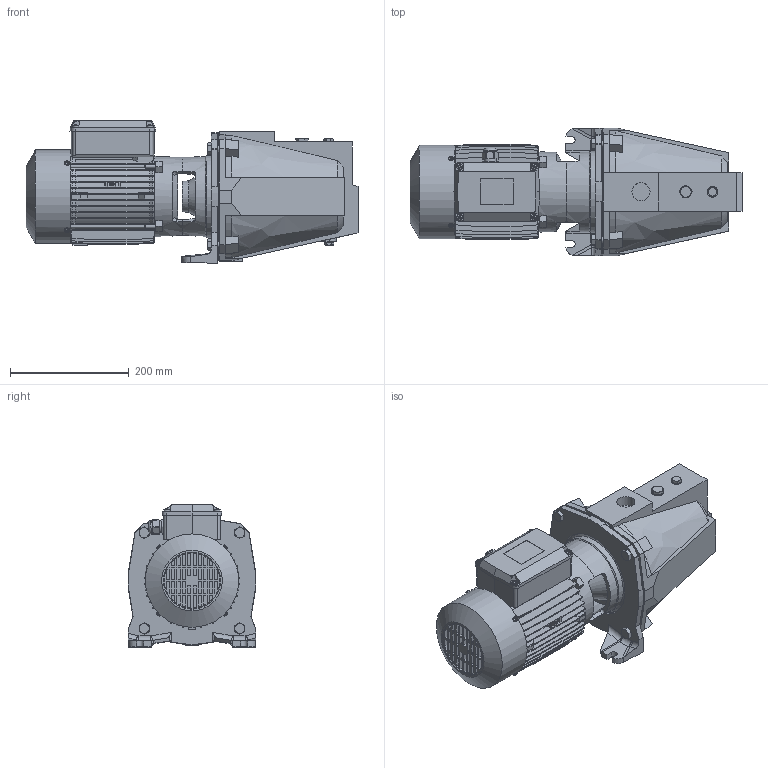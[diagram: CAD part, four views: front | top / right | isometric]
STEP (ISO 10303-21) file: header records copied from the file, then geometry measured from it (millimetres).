
FILE_DESCRIPTION(('STEP AP214'),'2;1');
FILE_NAME('4_93_201_02_REV00.stp','2013-07-03T18:31:11',(''),(''),'2012.1.115','THINKDESIGN','');
FILE_SCHEMA(('AUTOMOTIVE_DESIGN'));
Bounding box: 558.5 x 215 x 239.5 mm (x, y, z)
Volume: 11458359.2 mm3; surface area: 782640.9 mm2
Topology: 20 solids, 20 shells, 1304 faces, 3572 edges, 2391 vertices
Faces by surface type: plane 900, cylinder 210, bspline 194
Full cylindrical faces by diameter (mm): 4 x1, 4.36 x8, 4.5 x4, 5 x4, 8 x4, 8.4 x2, 8.566 x6, 9.728 x2, 10 x8, 11 x4, 11.3 x1, 11.445 x1, 13.157 x1, 13.25 x1, 14 x2, 14.66 x1, 18 x3, 18.06 x1, 18.16 x1, 20 x2, 20.1 x1, 23 x1, 25 x1, 25.5 x1, 28.5 x2, 30.5 x1, 45 x1, 130 x1, 136 x2, 148.521 x1
Entity records: 57284 total; most frequent: CARTESIAN_POINT 12921, ORIENTED_EDGE 7156, DIRECTION 6197, EDGE_CURVE 3578, VERTEX_POINT 2397, VECTOR 2281, LINE 2281, AXIS2_PLACEMENT_3D 1958
